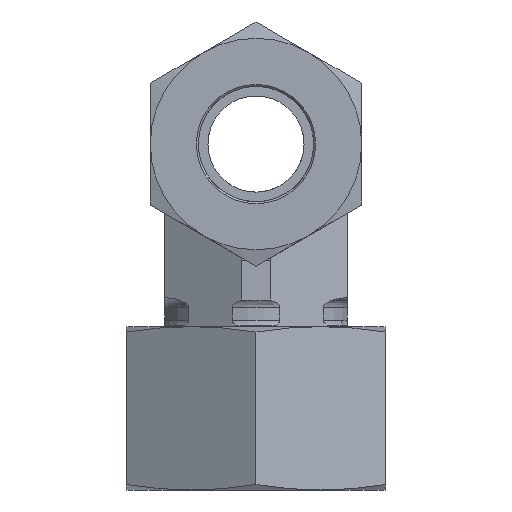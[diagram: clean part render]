
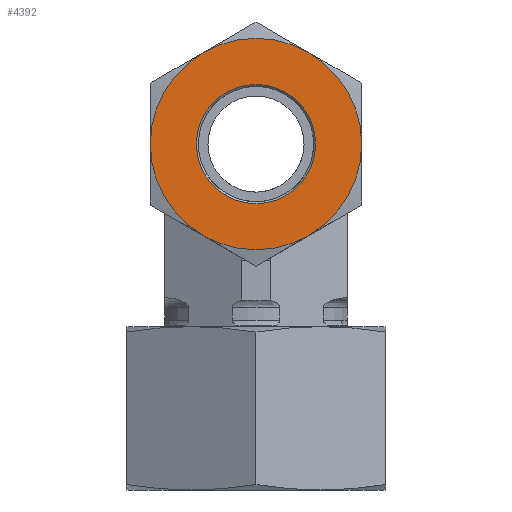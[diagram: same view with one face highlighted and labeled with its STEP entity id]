
A CAD part, front view. The second image highlights one B-rep face of the part: STEP entity #4392.
In plain terms, the highlighted face is planar.
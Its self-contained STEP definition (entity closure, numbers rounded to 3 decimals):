
#4296=CARTESIAN_POINT('',(6.2,0.,15.5));
#4297=VERTEX_POINT('',#4296);
#4298=CARTESIAN_POINT('',(0.0,0.0,15.5));
#4299=DIRECTION('',(0.0,0.0,1.0));
#4300=DIRECTION('',(-1.0,0.0,0.0));
#4301=AXIS2_PLACEMENT_3D('',#4298,#4299,#4300);
#4302=CIRCLE('',#4301,6.2);
#4303=EDGE_CURVE('',#4297,#4297,#4302,.T.);
#4328=CARTESIAN_POINT('',(0.,0.0,15.5));
#4329=DIRECTION('',(0.0,0.0,1.0));
#4330=DIRECTION('',(1.0,0.0,0.0));
#4331=AXIS2_PLACEMENT_3D('',#4328,#4329,#4330);
#4332=PLANE('',#4331);
#4333=CARTESIAN_POINT('',(-5.5,-9.526,15.5));
#4334=VERTEX_POINT('',#4333);
#4335=CARTESIAN_POINT('',(5.5,-9.526,15.5));
#4336=VERTEX_POINT('',#4335);
#4337=CARTESIAN_POINT('',(0.0,0.0,15.5));
#4338=DIRECTION('',(0.0,0.0,1.0));
#4339=DIRECTION('',(-0.5,-0.866,0.0));
#4340=AXIS2_PLACEMENT_3D('',#4337,#4338,#4339);
#4341=CIRCLE('',#4340,11.);
#4342=EDGE_CURVE('',#4334,#4336,#4341,.T.);
#4343=ORIENTED_EDGE('',*,*,#4342,.T.);
#4344=CARTESIAN_POINT('',(11.,0.,15.5));
#4345=VERTEX_POINT('',#4344);
#4346=CARTESIAN_POINT('',(0.0,0.0,15.5));
#4347=DIRECTION('',(0.0,0.0,1.0));
#4348=DIRECTION('',(-0.5,-0.866,0.0));
#4349=AXIS2_PLACEMENT_3D('',#4346,#4347,#4348);
#4350=CIRCLE('',#4349,11.);
#4351=EDGE_CURVE('',#4336,#4345,#4350,.T.);
#4352=ORIENTED_EDGE('',*,*,#4351,.T.);
#4353=CARTESIAN_POINT('',(5.5,9.526,15.5));
#4354=VERTEX_POINT('',#4353);
#4355=CARTESIAN_POINT('',(0.0,0.0,15.5));
#4356=DIRECTION('',(0.0,0.0,1.0));
#4357=DIRECTION('',(-0.5,-0.866,0.0));
#4358=AXIS2_PLACEMENT_3D('',#4355,#4356,#4357);
#4359=CIRCLE('',#4358,11.);
#4360=EDGE_CURVE('',#4345,#4354,#4359,.T.);
#4361=ORIENTED_EDGE('',*,*,#4360,.T.);
#4362=CARTESIAN_POINT('',(-5.5,9.526,15.5));
#4363=VERTEX_POINT('',#4362);
#4364=CARTESIAN_POINT('',(0.0,0.0,15.5));
#4365=DIRECTION('',(0.0,0.0,1.0));
#4366=DIRECTION('',(-0.5,-0.866,0.0));
#4367=AXIS2_PLACEMENT_3D('',#4364,#4365,#4366);
#4368=CIRCLE('',#4367,11.);
#4369=EDGE_CURVE('',#4354,#4363,#4368,.T.);
#4370=ORIENTED_EDGE('',*,*,#4369,.T.);
#4371=CARTESIAN_POINT('',(-11.0,0.0,15.5));
#4372=VERTEX_POINT('',#4371);
#4373=CARTESIAN_POINT('',(0.0,0.0,15.5));
#4374=DIRECTION('',(0.0,0.0,1.0));
#4375=DIRECTION('',(-0.5,-0.866,0.0));
#4376=AXIS2_PLACEMENT_3D('',#4373,#4374,#4375);
#4377=CIRCLE('',#4376,11.);
#4378=EDGE_CURVE('',#4363,#4372,#4377,.T.);
#4379=ORIENTED_EDGE('',*,*,#4378,.T.);
#4380=CARTESIAN_POINT('',(0.0,0.0,15.5));
#4381=DIRECTION('',(0.0,0.0,1.0));
#4382=DIRECTION('',(-0.5,-0.866,0.0));
#4383=AXIS2_PLACEMENT_3D('',#4380,#4381,#4382);
#4384=CIRCLE('',#4383,11.);
#4385=EDGE_CURVE('',#4372,#4334,#4384,.T.);
#4386=ORIENTED_EDGE('',*,*,#4385,.T.);
#4387=EDGE_LOOP('',(#4343,#4352,#4361,#4370,#4379,#4386));
#4388=FACE_OUTER_BOUND('',#4387,.T.);
#4389=ORIENTED_EDGE('',*,*,#4303,.F.);
#4390=EDGE_LOOP('',(#4389));
#4391=FACE_BOUND('',#4390,.T.);
#4392=ADVANCED_FACE('',(#4388,#4391),#4332,.T.);
